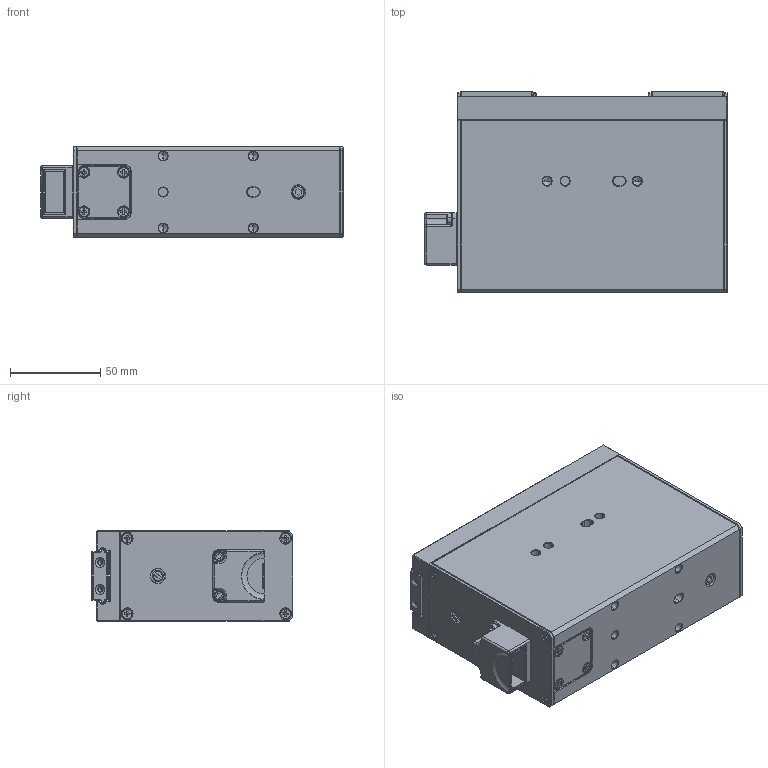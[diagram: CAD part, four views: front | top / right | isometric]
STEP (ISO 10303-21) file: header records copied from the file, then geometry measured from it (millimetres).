
FILE_DESCRIPTION (( 'STEP AP203' ), '1' );
FILE_NAME ('RM-GB-17 夹爪（滚珠丝杆）.STEP', '2021-06-17T08:49:25', ( '' ), ( '' ), 'SwSTEP 2.0', 'SolidWorks 2019', '' );
FILE_SCHEMA (( 'CONFIG_CONTROL_DESIGN' ));
Length unit declared in the file: millimetre
Products named in the file (17): MSP01-GB007 侧板（出线端）; MSP01-GB008 侧板（齿轮端）; d1100-22p; MFT07-M4 粟銅賡; 拏宒堤盄芛俋褲; MFT03-M3x8 埴翐囀鞠褒蹟佪; 基座_基座60-滚珠丝杆; MSP02-GB012-2 賑輸; 拏宒堤盄; MSP01-GB005 堤盄諳裔; MFT03-M4x12 埴翐囀鞠褒蹟佪; 幗紩佪話_MLS01-T8x1R&L-8-40; MFT02-M3x6 坋趼麥芛蹟佪; RM-GB-17 夹爪（滚珠丝杆）; MSP02-GB012-1-60 絳寢60_40 絳寢; MSP02-GB012-3 幗紩結輸; MSP01-GB020-60 悵欱羞裔60
Assembly tree (45 placements, depth 3):
  RM-GB-17 夹爪（滚珠丝杆）
    MSP02-GB012-1-60 絳寢60_40 絳寢
    幗紩佪話_MLS01-T8x1R&L-8-40
    MSP02-GB012-2 賑輸  x2
    基座_基座60-滚珠丝杆
    MSP01-GB007 侧板（出线端）
    MSP01-GB008 侧板（齿轮端）
    拏宒堤盄
      d1100-22p
      拏宒堤盄芛俋褲
    MSP01-GB005 堤盄諳裔
    MSP02-GB012-3 幗紩結輸  x4
    MFT07-M4 粟銅賡  x6
    MFT03-M4x12 埴翐囀鞠褒蹟佪  x7
    MFT03-M3x8 埴翐囀鞠褒蹟佪  x2
    MFT02-M3x6 坋趼麥芛蹟佪  x14
    MSP01-GB020-60 悵欱羞裔60
Bounding box: 168 x 112 x 50 mm (x, y, z)
Volume: 331177.3 mm3; surface area: 157899.5 mm2
Topology: 44 solids, 44 shells, 2510 faces, 5602 edges, 3184 vertices
Faces by surface type: plane 1301, cone 611, cylinder 520, torus 34, bspline 34, sphere 10
Entity records: 37899 total; most frequent: CARTESIAN_POINT 6886, DIRECTION 6266, ORIENTED_EDGE 5618, EDGE_CURVE 2809, AXIS2_PLACEMENT_3D 2284, LINE 1698, VECTOR 1698, VERTEX_POINT 1630
